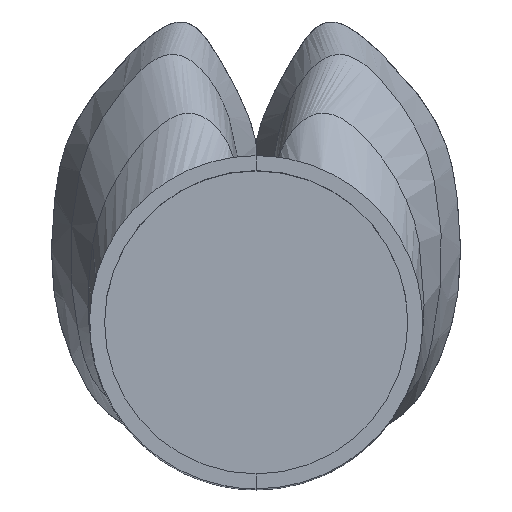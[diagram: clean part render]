
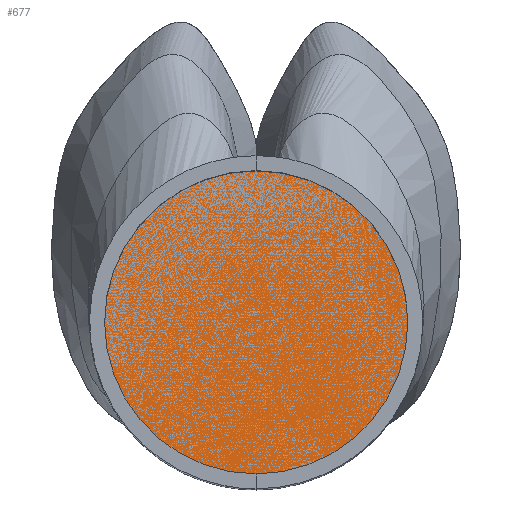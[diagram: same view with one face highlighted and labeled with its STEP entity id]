
A CAD part, top view. The second image highlights one B-rep face of the part: STEP entity #677.
In plain terms, the highlighted planar face has unit normal (0, 0, 1).
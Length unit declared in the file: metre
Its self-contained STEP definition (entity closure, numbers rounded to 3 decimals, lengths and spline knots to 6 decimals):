
#38=CIRCLE('',#874,0.0279);
#95=PLANE('',#876);
#156=ORIENTED_EDGE('',*,*,#287,.T.);
#287=EDGE_CURVE('',#362,#362,#38,.T.);
#362=VERTEX_POINT('',#4448);
#483=EDGE_LOOP('',(#156));
#573=FACE_BOUND('',#483,.T.);
#677=ADVANCED_FACE('',(#573),#95,.T.);
#874=AXIS2_PLACEMENT_3D('',#4447,#962,#963);
#876=AXIS2_PLACEMENT_3D('',#4451,#966,#967);
#962=DIRECTION('',(0.,0.,1.));
#963=DIRECTION('',(1.,0.,0.));
#966=DIRECTION('',(0.,0.,1.));
#967=DIRECTION('',(1.,0.,0.));
#4447=CARTESIAN_POINT('',(0.,-0.01393,0.055));
#4448=CARTESIAN_POINT('',(-0.019745,-0.033642,0.055));
#4451=CARTESIAN_POINT('',(0.,-0.01393,0.055));
